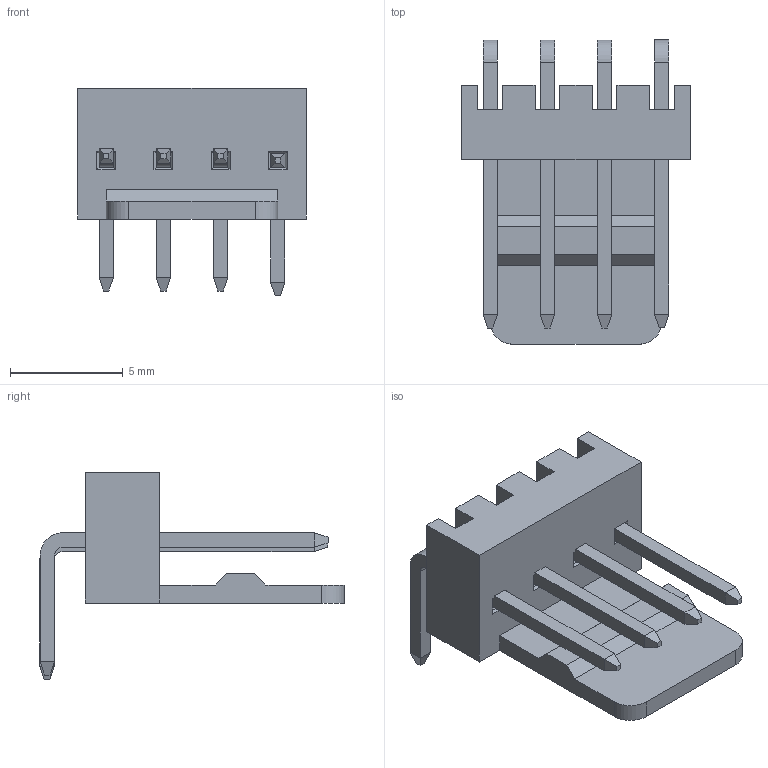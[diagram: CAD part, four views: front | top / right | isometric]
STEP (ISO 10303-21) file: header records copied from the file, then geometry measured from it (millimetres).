
FILE_DESCRIPTION(/* description */ ('Unknown'),/* implementation_level */ '2;1');
FILE_NAME(/* name */ 'J_Wurth_WR-WTB_61900411021',/* time_stamp */ '2025-05-21T15:31:06+08:00',/* author */ ('Unknown'),/* organization */ ('Unknown'),/* preprocessor_version */ 'ST-DEVELOPER v19.4',/* originating_system */ 'Solid Edge',/* authorisation */ 'Unknown');
FILE_SCHEMA (('AUTOMOTIVE_DESIGN {1 0 10303 214 3 1 1}'));
Length unit declared in the file: millimetre
Products named in the file (2): J_Wurth_WR-WTB_61900411021
Assembly tree (1 placements, depth 2):
  J_Wurth_WR-WTB_61900411021
    J_Wurth_WR-WTB_61900411021
Bounding box: 10.16 x 13.52 x 9.2 mm (x, y, z)
Volume: 242.2 mm3; surface area: 598.7 mm2
Topology: 1 solids, 1 shells, 185 faces, 465 edges, 292 vertices
Faces by surface type: plane 175, cylinder 10
Entity records: 6717 total; most frequent: CARTESIAN_POINT 944, ORIENTED_EDGE 930, DIRECTION 859, EDGE_CURVE 465, LINE 445, VECTOR 445, VERTEX_POINT 292, AXIS2_PLACEMENT_3D 207
